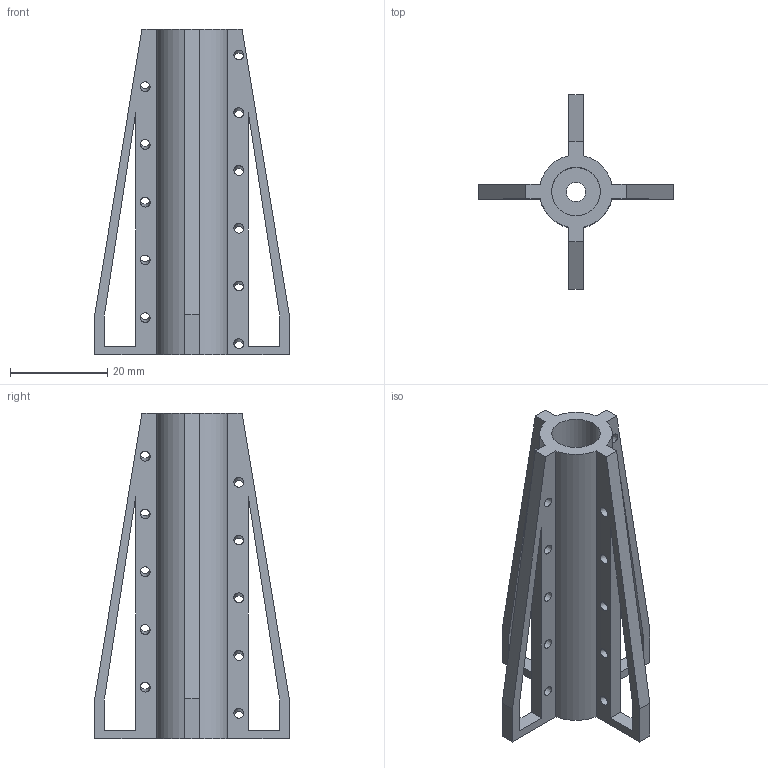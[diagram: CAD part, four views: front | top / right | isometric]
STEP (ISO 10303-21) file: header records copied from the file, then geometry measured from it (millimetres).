
FILE_DESCRIPTION(/* description */ (''),/* implementation_level */ '2;1');
FILE_NAME(/* name */ 'helical antenna v12.step',/* time_stamp */ '2024-01-08T00:50:47-08:00',/* author */ (''),/* organization */ (''),/* preprocessor_version */ 'ST-DEVELOPER v20',/* originating_system */ 'Autodesk Translation Framework v12.14.0.127',/* authorisation */ '');
FILE_SCHEMA (('AUTOMOTIVE_DESIGN { 1 0 10303 214 3 1 1 }'));
Length unit declared in the file: millimetre
Products named in the file (1): helical antenna
Bounding box: 40 x 40 x 67 mm (x, y, z)
Volume: 11614.4 mm3; surface area: 10200.3 mm2
Topology: 1 solids, 1 shells, 62 faces, 177 edges, 118 vertices
Faces by surface type: plane 35, bspline 21, cylinder 6
Full cylindrical faces by diameter (mm): 4 x1, 10 x1
Entity records: 9657 total; most frequent: CARTESIAN_POINT 8053, ORIENTED_EDGE 354, DIRECTION 210, EDGE_CURVE 177, VERTEX_POINT 118, EDGE_LOOP 115, LINE 102, VECTOR 102
